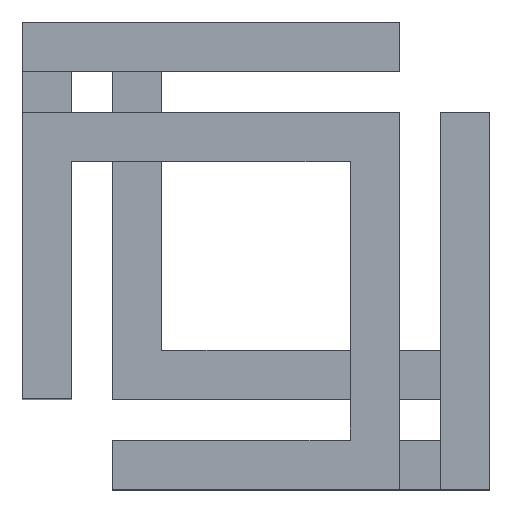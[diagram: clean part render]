
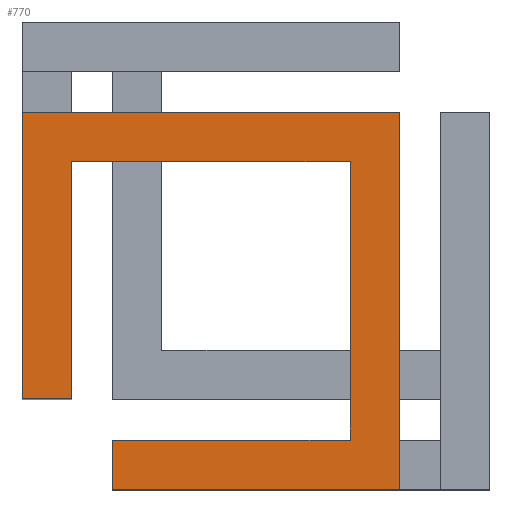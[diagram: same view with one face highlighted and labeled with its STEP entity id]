
A CAD part, top view. The second image highlights one B-rep face of the part: STEP entity #770.
In plain terms, the highlighted planar face has unit normal (0, 0, 1).
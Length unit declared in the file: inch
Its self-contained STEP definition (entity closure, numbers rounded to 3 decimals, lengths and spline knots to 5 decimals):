
#50=FACE_OUTER_BOUND('',#86,.T.);
#86=EDGE_LOOP('',(#689,#690,#691,#692,#693,#694,#695,#696,#697,#698));
#127=LINE('',#1091,#235);
#158=LINE('',#1148,#266);
#160=LINE('',#1152,#268);
#163=LINE('',#1157,#271);
#164=LINE('',#1160,#272);
#166=LINE('',#1164,#274);
#174=LINE('',#1178,#282);
#188=LINE('',#1205,#296);
#190=LINE('',#1208,#298);
#194=LINE('',#1218,#302);
#235=VECTOR('',#881,0.3937);
#266=VECTOR('',#930,0.3937);
#268=VECTOR('',#934,0.3937);
#271=VECTOR('',#939,0.3937);
#272=VECTOR('',#942,0.3937);
#274=VECTOR('',#946,0.3937);
#282=VECTOR('',#956,0.3937);
#296=VECTOR('',#980,0.3937);
#298=VECTOR('',#984,0.3937);
#302=VECTOR('',#1000,0.3937);
#339=VERTEX_POINT('',#1089);
#340=VERTEX_POINT('',#1090);
#357=VERTEX_POINT('',#1147);
#358=VERTEX_POINT('',#1151);
#359=VERTEX_POINT('',#1155);
#360=VERTEX_POINT('',#1159);
#361=VERTEX_POINT('',#1163);
#366=VERTEX_POINT('',#1176);
#370=VERTEX_POINT('',#1193);
#374=VERTEX_POINT('',#1203);
#415=EDGE_CURVE('',#339,#340,#127,.T.);
#446=EDGE_CURVE('',#340,#357,#158,.T.);
#448=EDGE_CURVE('',#357,#358,#160,.T.);
#451=EDGE_CURVE('',#358,#359,#163,.T.);
#452=EDGE_CURVE('',#359,#360,#164,.T.);
#454=EDGE_CURVE('',#360,#361,#166,.T.);
#462=EDGE_CURVE('',#366,#361,#174,.T.);
#476=EDGE_CURVE('',#370,#374,#188,.T.);
#478=EDGE_CURVE('',#370,#366,#190,.T.);
#482=EDGE_CURVE('',#374,#339,#194,.T.);
#689=ORIENTED_EDGE('',*,*,#452,.T.);
#690=ORIENTED_EDGE('',*,*,#454,.T.);
#691=ORIENTED_EDGE('',*,*,#462,.F.);
#692=ORIENTED_EDGE('',*,*,#478,.F.);
#693=ORIENTED_EDGE('',*,*,#476,.T.);
#694=ORIENTED_EDGE('',*,*,#482,.T.);
#695=ORIENTED_EDGE('',*,*,#415,.T.);
#696=ORIENTED_EDGE('',*,*,#446,.T.);
#697=ORIENTED_EDGE('',*,*,#448,.T.);
#698=ORIENTED_EDGE('',*,*,#451,.T.);
#734=PLANE('',#820);
#770=ADVANCED_FACE('',(#50),#734,.T.);
#820=AXIS2_PLACEMENT_3D('',#1219,#1001,#1002);
#881=DIRECTION('',(-1.,0.,0.));
#930=DIRECTION('',(0.,-1.,0.));
#934=DIRECTION('',(1.,0.,0.));
#939=DIRECTION('',(0.,1.,0.));
#942=DIRECTION('',(1.,0.,0.));
#946=DIRECTION('',(0.,-1.,0.));
#956=DIRECTION('',(1.,0.,0.));
#980=DIRECTION('',(1.,0.,0.));
#984=DIRECTION('',(0.,1.,0.));
#1000=DIRECTION('',(0.,1.,0.));
#1001=DIRECTION('center_axis',(0.,0.,1.));
#1002=DIRECTION('ref_axis',(1.,0.,0.));
#1089=CARTESIAN_POINT('',(0.33858,1.3,0.65));
#1090=CARTESIAN_POINT('',(-0.96142,1.3,0.65));
#1091=CARTESIAN_POINT('',(0.33858,1.3,0.65));
#1147=CARTESIAN_POINT('',(-0.96142,0.31142,0.65));
#1148=CARTESIAN_POINT('',(-0.96142,1.3,0.65));
#1151=CARTESIAN_POINT('',(-0.79142,0.31142,0.65));
#1152=CARTESIAN_POINT('',(-0.96142,0.31142,0.65));
#1155=CARTESIAN_POINT('',(-0.79142,1.13,0.65));
#1157=CARTESIAN_POINT('',(-0.79142,0.31142,0.65));
#1159=CARTESIAN_POINT('',(0.16858,1.13,0.65));
#1160=CARTESIAN_POINT('',(-0.79142,1.13,0.65));
#1163=CARTESIAN_POINT('',(0.16858,0.17,0.65));
#1164=CARTESIAN_POINT('',(0.16858,1.13,0.65));
#1176=CARTESIAN_POINT('',(-0.65,0.17,0.65));
#1178=CARTESIAN_POINT('',(-0.65,0.17,0.65));
#1193=CARTESIAN_POINT('',(-0.65,0.,0.65));
#1203=CARTESIAN_POINT('',(0.33858,0.,0.65));
#1205=CARTESIAN_POINT('',(-0.65,0.,0.65));
#1208=CARTESIAN_POINT('',(-0.65,0.,0.65));
#1218=CARTESIAN_POINT('',(0.33858,0.,0.65));
#1219=CARTESIAN_POINT('Origin',(-0.65,0.,0.65));
